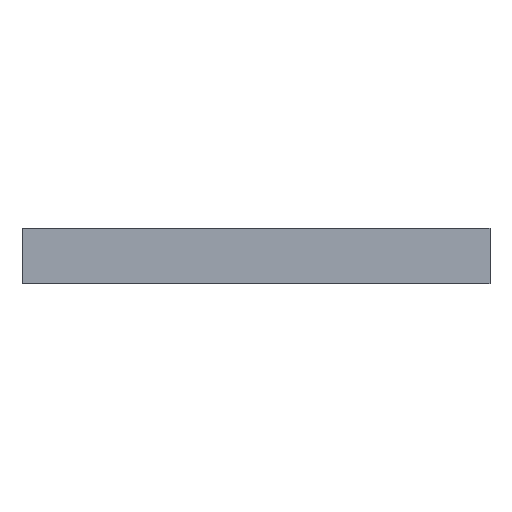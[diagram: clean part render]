
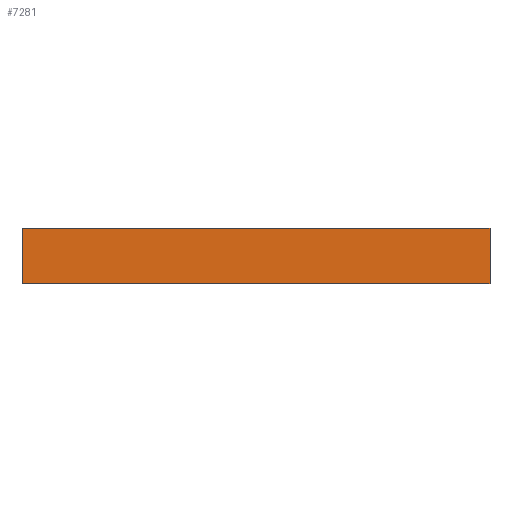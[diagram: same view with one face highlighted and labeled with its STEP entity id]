
A CAD part, left-side view. The second image highlights one B-rep face of the part: STEP entity #7281.
In plain terms, the highlighted planar face has unit normal (-1, 0, 0).
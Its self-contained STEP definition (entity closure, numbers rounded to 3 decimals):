
#233 = VECTOR ( 'NONE', #2812, 1000. ) ;
#476 = CARTESIAN_POINT ( 'NONE',  ( -392., 85., 20. ) ) ;
#524 = CARTESIAN_POINT ( 'NONE',  ( -392., -85., 20. ) ) ;
#1063 = AXIS2_PLACEMENT_3D ( 'NONE', #3668, #8780, #8016 ) ;
#1073 = LINE ( 'NONE', #476, #1864 ) ;
#1864 = VECTOR ( 'NONE', #4186, 1000. ) ;
#2038 = LINE ( 'NONE', #3609, #4192 ) ;
#2125 = DIRECTION ( 'NONE',  ( 0., 0., -1. ) ) ;
#2503 = LINE ( 'NONE', #2598, #4048 ) ;
#2598 = CARTESIAN_POINT ( 'NONE',  ( -392., -85., 0. ) ) ;
#2741 = CARTESIAN_POINT ( 'NONE',  ( -392., -85., 20. ) ) ;
#2812 = DIRECTION ( 'NONE',  ( 0., -1., 0. ) ) ;
#3347 = CARTESIAN_POINT ( 'NONE',  ( -392., 85., 0. ) ) ;
#3348 = EDGE_CURVE ( 'NONE', #4100, #6961, #2038, .T. ) ;
#3371 = EDGE_LOOP ( 'NONE', ( #3501, #5127, #4577, #9093 ) ) ;
#3501 = ORIENTED_EDGE ( 'NONE', *, *, #3348, .F. ) ;
#3609 = CARTESIAN_POINT ( 'NONE',  ( -392., -85., 20. ) ) ;
#3650 = VERTEX_POINT ( 'NONE', #7978 ) ;
#3668 = CARTESIAN_POINT ( 'NONE',  ( -392., -85., 20. ) ) ;
#4048 = VECTOR ( 'NONE', #5525, 1000. ) ;
#4100 = VERTEX_POINT ( 'NONE', #2741 ) ;
#4186 = DIRECTION ( 'NONE',  ( 0., 0., -1. ) ) ;
#4192 = VECTOR ( 'NONE', #2125, 1000. ) ;
#4577 = ORIENTED_EDGE ( 'NONE', *, *, #7992, .T. ) ;
#5127 = ORIENTED_EDGE ( 'NONE', *, *, #5615, .F. ) ;
#5525 = DIRECTION ( 'NONE',  ( 0., -1., 0. ) ) ;
#5615 = EDGE_CURVE ( 'NONE', #3650, #4100, #7284, .T. ) ;
#6783 = EDGE_CURVE ( 'NONE', #7565, #6961, #2503, .T. ) ;
#6961 = VERTEX_POINT ( 'NONE', #9683 ) ;
#7281 = ADVANCED_FACE ( 'NONE', ( #8826 ), #8155, .F. ) ;
#7284 = LINE ( 'NONE', #524, #233 ) ;
#7565 = VERTEX_POINT ( 'NONE', #3347 ) ;
#7978 = CARTESIAN_POINT ( 'NONE',  ( -392., 85., 20. ) ) ;
#7992 = EDGE_CURVE ( 'NONE', #3650, #7565, #1073, .T. ) ;
#8016 = DIRECTION ( 'NONE',  ( 0., 0., -1. ) ) ;
#8155 = PLANE ( 'NONE',  #1063 ) ;
#8780 = DIRECTION ( 'NONE',  ( 1., 0., 0. ) ) ;
#8826 = FACE_OUTER_BOUND ( 'NONE', #3371, .T. ) ;
#9093 = ORIENTED_EDGE ( 'NONE', *, *, #6783, .T. ) ;
#9683 = CARTESIAN_POINT ( 'NONE',  ( -392., -85., 0. ) ) ;
